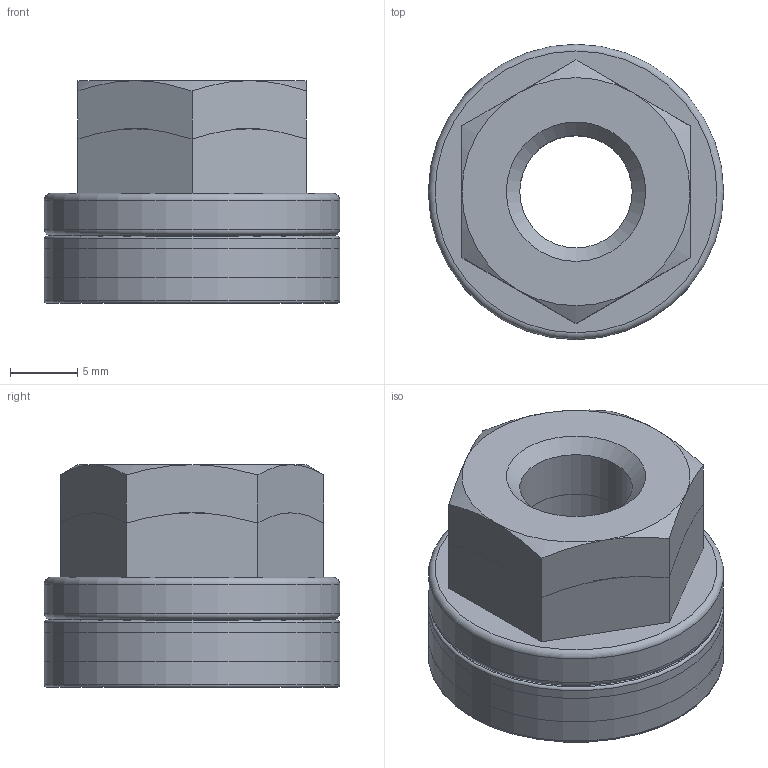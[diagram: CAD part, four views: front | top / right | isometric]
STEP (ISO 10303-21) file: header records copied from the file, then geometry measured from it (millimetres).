
FILE_DESCRIPTION( ( 'Unknown' ), '1' );
FILE_NAME( 'PT41-1017.stp', 'Unknown', ( 'Unknown' ), ( 'Unknown' ), 'XStep 1.0', 'Unknown', ' ' );
FILE_SCHEMA( ( 'CONFIG_CONTROL_DESIGN' ) );
Length unit declared in the file: millimetre
Products named in the file (3): Assem1; 1; 2
Bounding box: 22 x 22 x 16.59 mm (x, y, z)
Volume: 8078.3 mm3; surface area: 5291 mm2
Topology: 4 solids, 4 shells, 62 faces, 130 edges, 78 vertices
Faces by surface type: plane 22, cone 20, cylinder 8, torus 8, sphere 4
Full cylindrical faces by diameter (mm): 8.38 x2, 12 x2, 22 x4
Entity records: 912 total; most frequent: CARTESIAN_POINT 186, DIRECTION 128, ORIENTED_EDGE 96, AXIS2_PLACEMENT_3D 58, EDGE_LOOP 50, EDGE_CURVE 48, FACE_OUTER_BOUND 41, VERTEX_POINT 36
